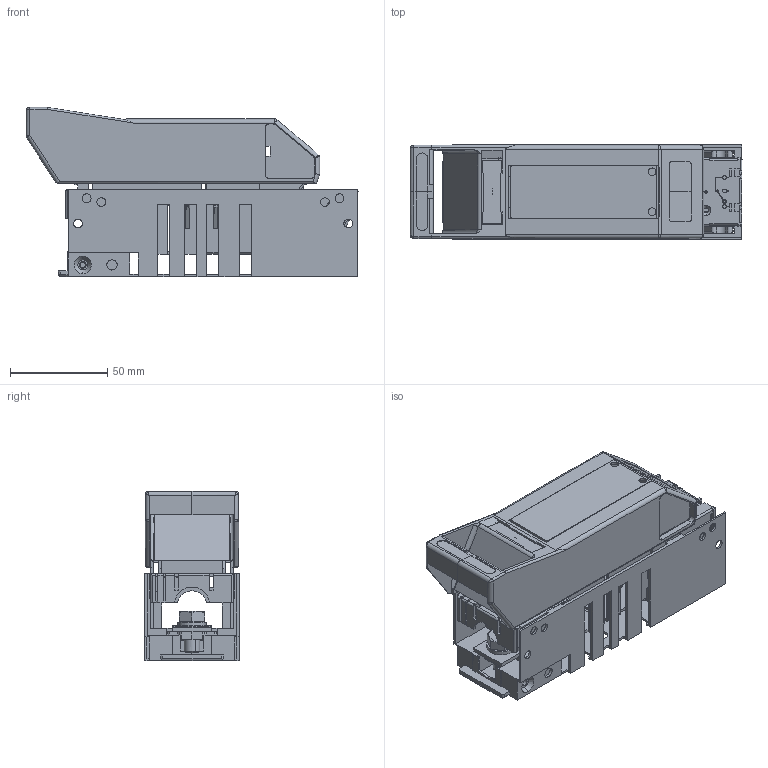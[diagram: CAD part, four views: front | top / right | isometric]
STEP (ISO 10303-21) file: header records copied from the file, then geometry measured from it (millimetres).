
FILE_DESCRIPTION((''),'2;1');
FILE_NAME('HVL00_1P_ASM','2015-10-27T',('tadej.drnovsek'),('Audax d.o.o.'),'PRO/ENGINEER BY PARAMETRIC TECHNOLOGY CORPORATION, 2015200','PRO/ENGINEER BY PARAMETRIC TECHNOLOGY CORPORATION, 2015200','');
FILE_SCHEMA(('AUTOMOTIVE_DESIGN { 1 0 10303 214 1 1 1 1 }'));
Length unit declared in the file: millimetre
Products named in the file (13): 31910_99_GEHAEUSE_LTL00_1_4_9_I; 152401_GEWINDEPLATTE; 153126_99_FEDERKONTAKT_GROESSE_; HAUPTKOERPER_NICHT_BENUTZEN_1; HAUPTKOERPER_NICHT_BENUTZEN_2; 65716_SECHSKANTSCHRAUBE_MIT_RIN_ASM; 33542; 33541_99_FRONTPLATTE_GR_00_IGES; 31911_99_ABDECKUNG_OBEN_IGES_VE; 31912_99_SCHUTZABDECKUNG_IGES_V; PRT0001; NH_SI_LASTTR_LTL00_1_9_ASM; HVL00_1P_ASM
Assembly tree (15 placements, depth 4):
  HVL00_1P_ASM
    NH_SI_LASTTR_LTL00_1_9_ASM
      31910_99_GEHAEUSE_LTL00_1_4_9_I
      152401_GEWINDEPLATTE  x2
      153126_99_FEDERKONTAKT_GROESSE_  x2
      65716_SECHSKANTSCHRAUBE_MIT_RIN_ASM  x2
        HAUPTKOERPER_NICHT_BENUTZEN_1
        HAUPTKOERPER_NICHT_BENUTZEN_2
      33542
      33541_99_FRONTPLATTE_GR_00_IGES
      31911_99_ABDECKUNG_OBEN_IGES_VE
      31912_99_SCHUTZABDECKUNG_IGES_V
      PRT0001
Bounding box: 170.7 x 48.74 x 86.95 mm (x, y, z)
Volume: 109222.6 mm3; surface area: 130501.4 mm2
Topology: 14 solids, 14 shells, 1253 faces, 3792 edges, 2524 vertices
Faces by surface type: plane 858, cylinder 304, cone 46, bspline 22, sphere 13, torus 10
Entity records: 53037 total; most frequent: CARTESIAN_POINT 9105, ORIENTED_EDGE 7052, DIRECTION 6348, PRESENTATION_STYLE_ASSIGNMENT 3573, STYLED_ITEM 3536, CURVE_STYLE 3526, EDGE_CURVE 3526, VECTOR 2818
